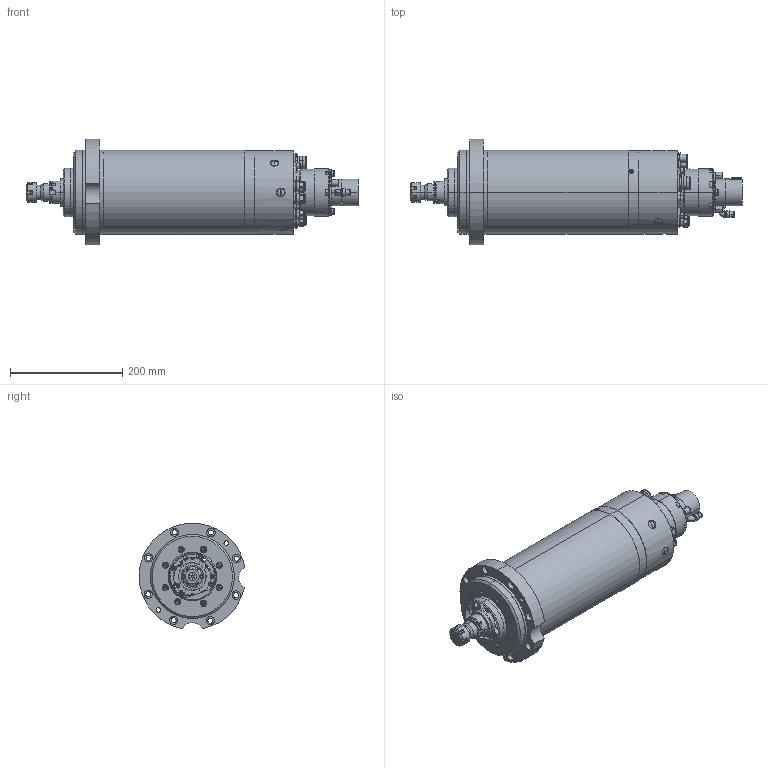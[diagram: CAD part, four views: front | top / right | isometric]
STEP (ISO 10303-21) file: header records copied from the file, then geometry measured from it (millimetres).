
FILE_DESCRIPTION (( 'STEP AP203' ), '1' );
FILE_NAME ('150A24FKPW-00-.STEP', '2012-04-02T09:34:24', ( 'FM10CAD1' ), ( 'IBAG Switzerland AG' ), 'SwSTEP 2.0', 'SolidWorks 2010', '' );
FILE_SCHEMA (( 'CONFIG_CONTROL_DESIGN' ));
Length unit declared in the file: millimetre
Products named in the file (1): 150A24FKPW-00-
Bounding box: 592.26 x 188.62 x 188.32 mm (x, y, z)
Surface area: 367162.4 mm2 (no closed solid volume)
Topology: 0 solids, 131 shells, 1354 faces, 4031 edges, 2780 vertices
Faces by surface type: plane 569, cylinder 511, torus 130, cone 124, bspline 12, sphere 8
Entity records: 47557 total; most frequent: CARTESIAN_POINT 10565, DIRECTION 8332, ORIENTED_EDGE 6542, EDGE_CURVE 3979, AXIS2_PLACEMENT_3D 3187, VERTEX_POINT 2780, LINE 1958, VECTOR 1958
